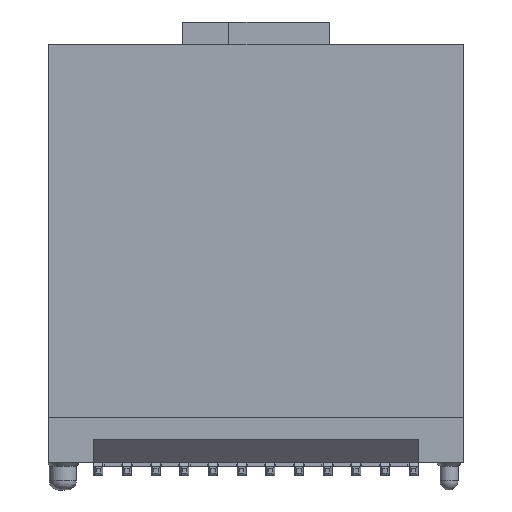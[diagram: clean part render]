
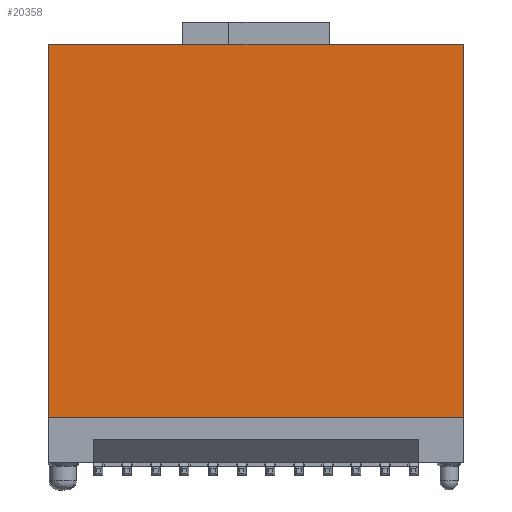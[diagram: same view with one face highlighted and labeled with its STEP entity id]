
A CAD part, front view. The second image highlights one B-rep face of the part: STEP entity #20358.
In plain terms, the highlighted face is planar.
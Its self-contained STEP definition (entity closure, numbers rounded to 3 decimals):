
#17987=CARTESIAN_POINT('',(-12.395,-10.775,2.8));
#17988=VERTEX_POINT('',#17987);
#18005=CARTESIAN_POINT('',(6.045,-10.775,2.8));
#18006=VERTEX_POINT('',#18005);
#18013=CARTESIAN_POINT('',(6.045,-10.775,2.8));
#18014=DIRECTION('',(-1.,0.,0.));
#18015=VECTOR('',#18014,18.44);
#18016=LINE('',#18013,#18015);
#18017=EDGE_CURVE('',#18006,#17988,#18016,.T.);
#20328=CARTESIAN_POINT('',(-3.175,-2.5,2.8));
#20329=DIRECTION('',(1.,0.,0.));
#20330=DIRECTION('',(0.,0.,1.));
#20331=AXIS2_PLACEMENT_3D('',#20328,#20330,#20329);
#20332=PLANE('',#20331);
#20333=ORIENTED_EDGE('',*,*,#18017,.F.);
#20334=CARTESIAN_POINT('',(6.045,5.775,2.8));
#20335=VERTEX_POINT('',#20334);
#20336=CARTESIAN_POINT('',(6.045,-10.775,2.8));
#20337=DIRECTION('',(0.,1.,0.));
#20338=VECTOR('',#20337,16.55);
#20339=LINE('',#20336,#20338);
#20340=EDGE_CURVE('',#18006,#20335,#20339,.T.);
#20341=ORIENTED_EDGE('',*,*,#20340,.T.);
#20342=CARTESIAN_POINT('',(-12.395,5.775,2.8));
#20343=VERTEX_POINT('',#20342);
#20344=CARTESIAN_POINT('',(6.045,5.775,2.8));
#20345=DIRECTION('',(-1.,0.,0.));
#20346=VECTOR('',#20345,18.44);
#20347=LINE('',#20344,#20346);
#20348=EDGE_CURVE('',#20335,#20343,#20347,.T.);
#20349=ORIENTED_EDGE('',*,*,#20348,.T.);
#20350=CARTESIAN_POINT('',(-12.395,5.775,2.8));
#20351=DIRECTION('',(0.,-1.,0.));
#20352=VECTOR('',#20351,16.55);
#20353=LINE('',#20350,#20352);
#20354=EDGE_CURVE('',#20343,#17988,#20353,.T.);
#20355=ORIENTED_EDGE('',*,*,#20354,.T.);
#20356=EDGE_LOOP('',(#20333,#20341,#20349,#20355));
#20357=FACE_OUTER_BOUND('',#20356,.T.);
#20358=ADVANCED_FACE('',(#20357),#20332,.T.);
